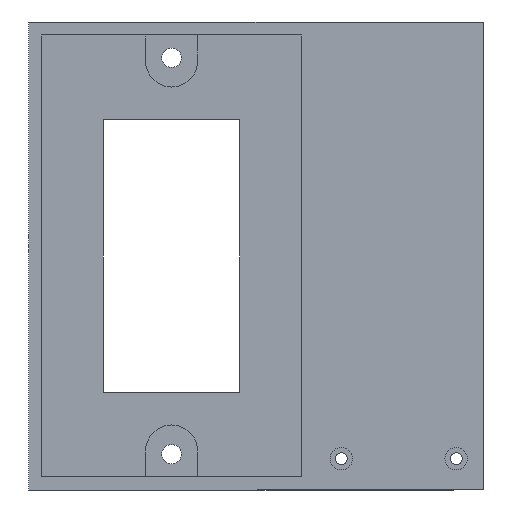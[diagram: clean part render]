
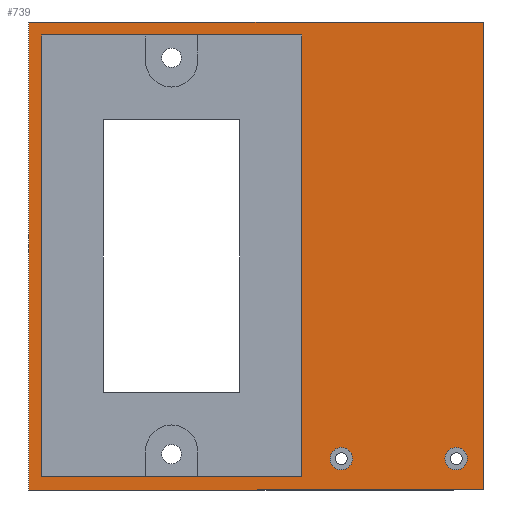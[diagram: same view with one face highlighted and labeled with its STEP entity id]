
A CAD part, left-side view. The second image highlights one B-rep face of the part: STEP entity #739.
In plain terms, the highlighted planar face has unit normal (-1, 0, 0).
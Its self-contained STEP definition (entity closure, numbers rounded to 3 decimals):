
#10 = LINE ( 'NONE', #1148, #715 ) ;
#15 = CARTESIAN_POINT ( 'NONE',  ( 0., -76.16, -57.15 ) ) ;
#31 = CARTESIAN_POINT ( 'NONE',  ( 0., 34.925, 0. ) ) ;
#35 = VERTEX_POINT ( 'NONE', #975 ) ;
#61 = DIRECTION ( 'NONE',  ( 0., -1., 0. ) ) ;
#65 = CARTESIAN_POINT ( 'NONE',  ( 0., 0., 0. ) ) ;
#75 = PLANE ( 'NONE',  #974 ) ;
#120 = VERTEX_POINT ( 'NONE', #1520 ) ;
#130 = DIRECTION ( 'NONE',  ( 0., 0., -1. ) ) ;
#134 = VERTEX_POINT ( 'NONE', #548 ) ;
#138 = EDGE_CURVE ( 'NONE', #721, #949, #680, .T. ) ;
#148 = CARTESIAN_POINT ( 'NONE',  ( 0., 0., 57.15 ) ) ;
#165 = CARTESIAN_POINT ( 'NONE',  ( 0., 31.75, -53.975 ) ) ;
#167 = DIRECTION ( 'NONE',  ( -1., 0., 0. ) ) ;
#204 = CARTESIAN_POINT ( 'NONE',  ( 0., -69.51, -49.5 ) ) ;
#209 = EDGE_CURVE ( 'NONE', #955, #374, #621, .T. ) ;
#256 = LINE ( 'NONE', #271, #1283 ) ;
#271 = CARTESIAN_POINT ( 'NONE',  ( 0., -31.75, 53.975 ) ) ;
#285 = DIRECTION ( 'NONE',  ( -1., 0., 0. ) ) ;
#334 = EDGE_CURVE ( 'NONE', #134, #35, #625, .T. ) ;
#337 = ORIENTED_EDGE ( 'NONE', *, *, #1119, .F. ) ;
#340 = FACE_BOUND ( 'NONE', #1217, .T. ) ;
#349 = CARTESIAN_POINT ( 'NONE',  ( 0., 0., -57.15 ) ) ;
#360 = CARTESIAN_POINT ( 'NONE',  ( 0., -69.51, -49.5 ) ) ;
#374 = VERTEX_POINT ( 'NONE', #802 ) ;
#393 = EDGE_CURVE ( 'NONE', #1602, #1015, #641, .T. ) ;
#449 = ORIENTED_EDGE ( 'NONE', *, *, #209, .T. ) ;
#454 = VECTOR ( 'NONE', #61, 1000. ) ;
#467 = CARTESIAN_POINT ( 'NONE',  ( 0., -31.75, 53.975 ) ) ;
#475 = CARTESIAN_POINT ( 'NONE',  ( 0., -41.459, -49.5 ) ) ;
#503 = FACE_OUTER_BOUND ( 'NONE', #719, .T. ) ;
#513 = DIRECTION ( 'NONE',  ( 0., 1., 0. ) ) ;
#518 = ORIENTED_EDGE ( 'NONE', *, *, #1394, .F. ) ;
#532 = VECTOR ( 'NONE', #1562, 1000. ) ;
#548 = CARTESIAN_POINT ( 'NONE',  ( 0., -69.51, -46.75 ) ) ;
#584 = EDGE_LOOP ( 'NONE', ( #518, #1255 ) ) ;
#585 = CARTESIAN_POINT ( 'NONE',  ( 0., -76.16, 57.15 ) ) ;
#621 = LINE ( 'NONE', #31, #873 ) ;
#625 = CIRCLE ( 'NONE', #689, 2.75 ) ;
#641 = LINE ( 'NONE', #1784, #1104 ) ;
#652 = DIRECTION ( 'NONE',  ( 0., 0., 1. ) ) ;
#680 = LINE ( 'NONE', #910, #1111 ) ;
#689 = AXIS2_PLACEMENT_3D ( 'NONE', #204, #1096, #780 ) ;
#715 = VECTOR ( 'NONE', #737, 1000. ) ;
#718 = CARTESIAN_POINT ( 'NONE',  ( 0., -41.459, -49.5 ) ) ;
#719 = EDGE_LOOP ( 'NONE', ( #1740, #449, #1807, #1500 ) ) ;
#721 = VERTEX_POINT ( 'NONE', #165 ) ;
#737 = DIRECTION ( 'NONE',  ( 0., 1., 0. ) ) ;
#739 = ADVANCED_FACE ( 'NONE', ( #1372, #1513, #503, #340 ), #75, .F. ) ;
#763 = DIRECTION ( 'NONE',  ( -1., 0., 0. ) ) ;
#772 = CIRCLE ( 'NONE', #1813, 2.75 ) ;
#779 = ORIENTED_EDGE ( 'NONE', *, *, #999, .T. ) ;
#780 = DIRECTION ( 'NONE',  ( 0., 0., 1. ) ) ;
#782 = LINE ( 'NONE', #467, #454 ) ;
#796 = VERTEX_POINT ( 'NONE', #1630 ) ;
#802 = CARTESIAN_POINT ( 'NONE',  ( 0., 34.925, -57.15 ) ) ;
#873 = VECTOR ( 'NONE', #1203, 1000. ) ;
#888 = VERTEX_POINT ( 'NONE', #1395 ) ;
#910 = CARTESIAN_POINT ( 'NONE',  ( 0., 31.75, 53.975 ) ) ;
#942 = ORIENTED_EDGE ( 'NONE', *, *, #138, .T. ) ;
#949 = VERTEX_POINT ( 'NONE', #1307 ) ;
#955 = VERTEX_POINT ( 'NONE', #1023 ) ;
#974 = AXIS2_PLACEMENT_3D ( 'NONE', #65, #1522, #1656 ) ;
#975 = CARTESIAN_POINT ( 'NONE',  ( 0., -69.51, -52.25 ) ) ;
#999 = EDGE_CURVE ( 'NONE', #796, #721, #10, .T. ) ;
#1015 = VERTEX_POINT ( 'NONE', #585 ) ;
#1023 = CARTESIAN_POINT ( 'NONE',  ( 0., 34.925, 57.15 ) ) ;
#1062 = LINE ( 'NONE', #349, #1827 ) ;
#1094 = EDGE_CURVE ( 'NONE', #1602, #374, #1062, .T. ) ;
#1096 = DIRECTION ( 'NONE',  ( -1., 0., 0. ) ) ;
#1104 = VECTOR ( 'NONE', #652, 1000. ) ;
#1111 = VECTOR ( 'NONE', #1420, 1000. ) ;
#1119 = EDGE_CURVE ( 'NONE', #35, #134, #1224, .T. ) ;
#1146 = DIRECTION ( 'NONE',  ( 0., 0., 1. ) ) ;
#1148 = CARTESIAN_POINT ( 'NONE',  ( 0., -31.75, -53.975 ) ) ;
#1173 = EDGE_CURVE ( 'NONE', #120, #796, #256, .T. ) ;
#1195 = AXIS2_PLACEMENT_3D ( 'NONE', #360, #763, #1795 ) ;
#1203 = DIRECTION ( 'NONE',  ( 0., 0., -1. ) ) ;
#1217 = EDGE_LOOP ( 'NONE', ( #942, #1672, #1625, #779 ) ) ;
#1224 = CIRCLE ( 'NONE', #1195, 2.75 ) ;
#1255 = ORIENTED_EDGE ( 'NONE', *, *, #1578, .F. ) ;
#1283 = VECTOR ( 'NONE', #130, 1000. ) ;
#1307 = CARTESIAN_POINT ( 'NONE',  ( 0., 31.75, 53.975 ) ) ;
#1368 = EDGE_CURVE ( 'NONE', #1015, #955, #1569, .T. ) ;
#1372 = FACE_BOUND ( 'NONE', #584, .T. ) ;
#1394 = EDGE_CURVE ( 'NONE', #1789, #888, #772, .T. ) ;
#1395 = CARTESIAN_POINT ( 'NONE',  ( 0., -41.459, -52.25 ) ) ;
#1406 = AXIS2_PLACEMENT_3D ( 'NONE', #475, #285, #1716 ) ;
#1420 = DIRECTION ( 'NONE',  ( 0., 0., 1. ) ) ;
#1500 = ORIENTED_EDGE ( 'NONE', *, *, #393, .T. ) ;
#1513 = FACE_BOUND ( 'NONE', #1555, .T. ) ;
#1520 = CARTESIAN_POINT ( 'NONE',  ( 0., -31.75, 53.975 ) ) ;
#1522 = DIRECTION ( 'NONE',  ( 1., 0., 0. ) ) ;
#1555 = EDGE_LOOP ( 'NONE', ( #1718, #337 ) ) ;
#1557 = EDGE_CURVE ( 'NONE', #949, #120, #782, .T. ) ;
#1562 = DIRECTION ( 'NONE',  ( 0., 1., 0. ) ) ;
#1569 = LINE ( 'NONE', #148, #532 ) ;
#1578 = EDGE_CURVE ( 'NONE', #888, #1789, #1679, .T. ) ;
#1602 = VERTEX_POINT ( 'NONE', #15 ) ;
#1625 = ORIENTED_EDGE ( 'NONE', *, *, #1173, .T. ) ;
#1630 = CARTESIAN_POINT ( 'NONE',  ( 0., -31.75, -53.975 ) ) ;
#1656 = DIRECTION ( 'NONE',  ( 0., 0., -1. ) ) ;
#1672 = ORIENTED_EDGE ( 'NONE', *, *, #1557, .T. ) ;
#1679 = CIRCLE ( 'NONE', #1406, 2.75 ) ;
#1716 = DIRECTION ( 'NONE',  ( 0., 0., 1. ) ) ;
#1718 = ORIENTED_EDGE ( 'NONE', *, *, #334, .F. ) ;
#1740 = ORIENTED_EDGE ( 'NONE', *, *, #1368, .T. ) ;
#1771 = CARTESIAN_POINT ( 'NONE',  ( 0., -41.459, -46.75 ) ) ;
#1784 = CARTESIAN_POINT ( 'NONE',  ( 0., -76.16, 0. ) ) ;
#1789 = VERTEX_POINT ( 'NONE', #1771 ) ;
#1795 = DIRECTION ( 'NONE',  ( 0., 0., 1. ) ) ;
#1807 = ORIENTED_EDGE ( 'NONE', *, *, #1094, .F. ) ;
#1813 = AXIS2_PLACEMENT_3D ( 'NONE', #718, #167, #1146 ) ;
#1827 = VECTOR ( 'NONE', #513, 1000. ) ;
